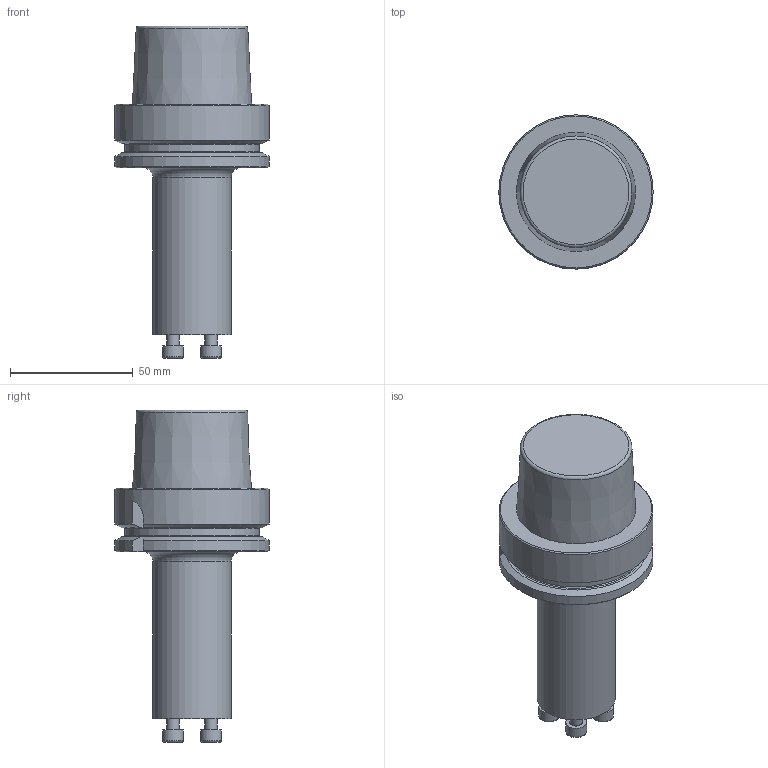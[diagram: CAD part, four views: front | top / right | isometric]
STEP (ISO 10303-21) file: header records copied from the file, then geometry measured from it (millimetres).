
FILE_DESCRIPTION(/* description */ (''),/* implementation_level */ '2;1');
FILE_NAME(/* name */ 'toolcomp_1.stp',/* time_stamp */ '2019-08-14T14:45:07+02:00',/* author */ (''),/* organization */ ('SMS'),/* preprocessor_version */ 'ST-DEVELOPER v15',/* originating_system */ 'SIEMENS PLM Software NX 8.5',/* authorisation */ '');
FILE_SCHEMA (('AUTOMOTIVE_DESIGN { 1 0 10303 214 3 1 1 1 }'));
Length unit declared in the file: millimetre
Products named in the file (1): TOOLCOMP_1
Bounding box: 62.94 x 62.94 x 135.49 mm (x, y, z)
Volume: 188853.7 mm3; surface area: 24474.5 mm2
Topology: 1 solids, 1 shells, 124 faces, 246 edges, 138 vertices
Faces by surface type: plane 66, cone 33, cylinder 13, torus 12
Full cylindrical faces by diameter (mm): 5 x4, 8.5 x4, 32 x1, 54.95 x1, 62.94 x1
Entity records: 3038 total; most frequent: CARTESIAN_POINT 610, DIRECTION 523, ORIENTED_EDGE 414, AXIS2_PLACEMENT_3D 219, EDGE_CURVE 207, EDGE_LOOP 165, VERTEX_POINT 130, ADVANCED_FACE 124
